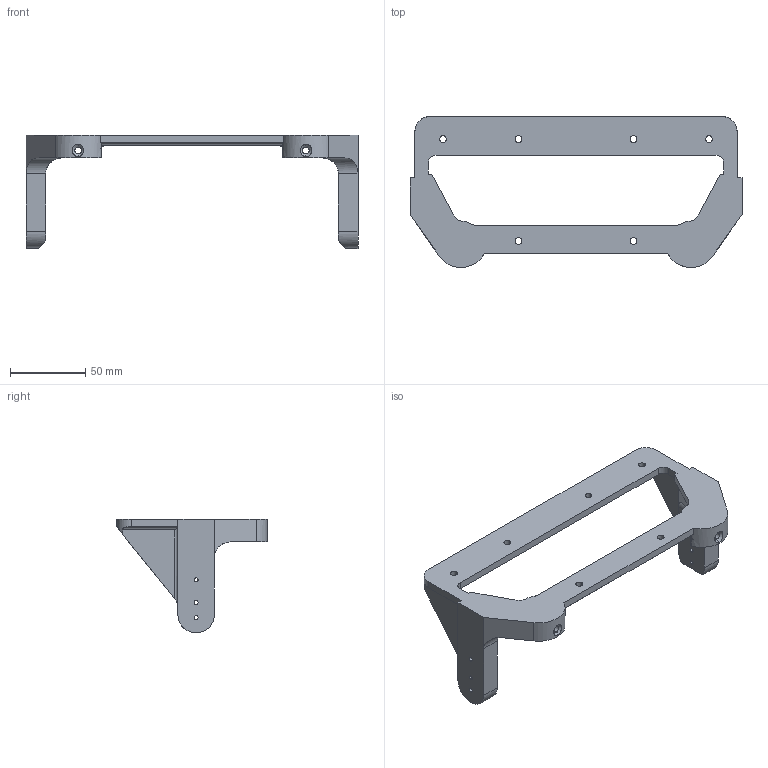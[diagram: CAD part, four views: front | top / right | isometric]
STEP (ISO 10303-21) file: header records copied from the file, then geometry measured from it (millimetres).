
FILE_DESCRIPTION (( 'STEP AP203' ), '1' );
FILE_NAME ('faceplate lite.STEP', '2024-03-02T00:18:28', ( '' ), ( '' ), 'SwSTEP 2.0', 'SolidWorks 2018', '' );
FILE_SCHEMA (( 'CONFIG_CONTROL_DESIGN' ));
Length unit declared in the file: millimetre
Products named in the file (1): faceplate lite
Bounding box: 220 x 100 x 74.9 mm (x, y, z)
Volume: 125316 mm3; surface area: 45466.9 mm2
Topology: 1 solids, 1 shells, 160 faces, 432 edges, 272 vertices
Faces by surface type: cylinder 87, plane 43, cone 16, torus 12, bspline 2
Entity records: 5681 total; most frequent: CARTESIAN_POINT 1548, ORIENTED_EDGE 860, DIRECTION 852, EDGE_CURVE 430, AXIS2_PLACEMENT_3D 322, VERTEX_POINT 272, LINE 208, VECTOR 208
